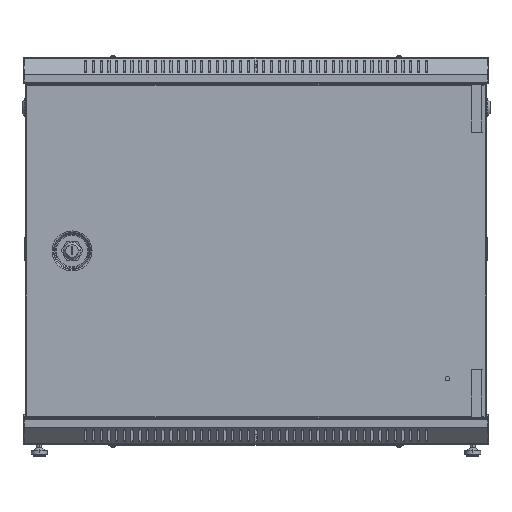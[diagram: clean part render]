
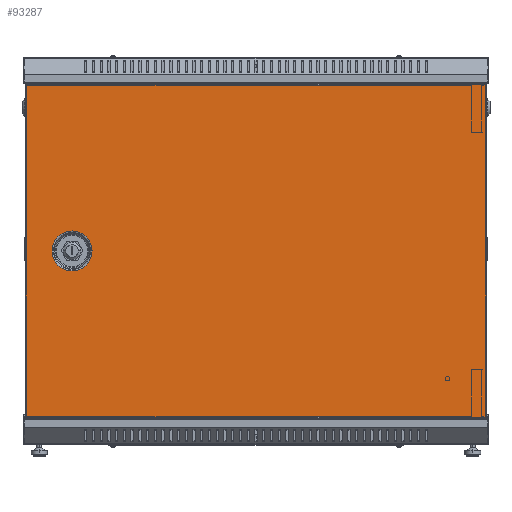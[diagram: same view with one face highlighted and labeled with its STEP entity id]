
A CAD part, top view. The second image highlights one B-rep face of the part: STEP entity #93287.
In plain terms, the highlighted planar face has unit normal (0, 0, 1).
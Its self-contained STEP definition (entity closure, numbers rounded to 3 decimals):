
#4483 = LINE ( 'NONE', #7682, #37397 ) ;
#6592 = CARTESIAN_POINT ( 'NONE',  ( 297.4, 36., 473. ) ) ;
#7682 = CARTESIAN_POINT ( 'NONE',  ( -297.6, 34.5, 473. ) ) ;
#12931 = ORIENTED_EDGE ( 'NONE', *, *, #130155, .F. ) ;
#23102 = CARTESIAN_POINT ( 'NONE',  ( -297.6, 36., 473. ) ) ;
#24032 = CARTESIAN_POINT ( 'NONE',  ( -297.6, 464.5, 473. ) ) ;
#27689 = ORIENTED_EDGE ( 'NONE', *, *, #123348, .F. ) ;
#31527 = LINE ( 'NONE', #6592, #158615 ) ;
#35710 = VERTEX_POINT ( 'NONE', #146852 ) ;
#37397 = VECTOR ( 'NONE', #143035, 1000. ) ;
#37427 = DIRECTION ( 'NONE',  ( 0., 0., 1. ) ) ;
#43861 = DIRECTION ( 'NONE',  ( 0., -1., 0. ) ) ;
#44937 = DIRECTION ( 'NONE',  ( 0., 1., 0. ) ) ;
#45125 = DIRECTION ( 'NONE',  ( 0., 0., -1. ) ) ;
#45286 = PLANE ( 'NONE',  #114667 ) ;
#46742 = CARTESIAN_POINT ( 'NONE',  ( -297.6, 36., 473. ) ) ;
#50869 = VECTOR ( 'NONE', #122022, 1000. ) ;
#54131 = VERTEX_POINT ( 'NONE', #124200 ) ;
#54699 = LINE ( 'NONE', #23102, #50869 ) ;
#56878 = FACE_OUTER_BOUND ( 'NONE', #104118, .T. ) ;
#61269 = VECTOR ( 'NONE', #115582, 1000. ) ;
#62041 = CIRCLE ( 'NONE', #81696, 25.848 ) ;
#72102 = ORIENTED_EDGE ( 'NONE', *, *, #119136, .T. ) ;
#74744 = EDGE_CURVE ( 'NONE', #95916, #54131, #150155, .T. ) ;
#75657 = CARTESIAN_POINT ( 'NONE',  ( 297.4, 464.5, 473. ) ) ;
#81696 = AXIS2_PLACEMENT_3D ( 'NONE', #111525, #37427, #123881 ) ;
#85941 = FACE_BOUND ( 'NONE', #100396, .T. ) ;
#88023 = VERTEX_POINT ( 'NONE', #98463 ) ;
#93287 = ADVANCED_FACE ( 'NONE', ( #56878, #85941 ), #45286, .F. ) ;
#94123 = LINE ( 'NONE', #139595, #61269 ) ;
#95916 = VERTEX_POINT ( 'NONE', #146709 ) ;
#98463 = CARTESIAN_POINT ( 'NONE',  ( -297.6, 34.5, 473. ) ) ;
#100396 = EDGE_LOOP ( 'NONE', ( #132055, #12931 ) ) ;
#104118 = EDGE_LOOP ( 'NONE', ( #72102, #114701, #27689, #127920 ) ) ;
#105536 = VERTEX_POINT ( 'NONE', #75657 ) ;
#107263 = VERTEX_POINT ( 'NONE', #24032 ) ;
#111525 = CARTESIAN_POINT ( 'NONE',  ( -237.6, 249.5, 473. ) ) ;
#114667 = AXIS2_PLACEMENT_3D ( 'NONE', #46742, #45125, #44937 ) ;
#114701 = ORIENTED_EDGE ( 'NONE', *, *, #122423, .T. ) ;
#115582 = DIRECTION ( 'NONE',  ( 1., 0., 0. ) ) ;
#119136 = EDGE_CURVE ( 'NONE', #107263, #88023, #54699, .T. ) ;
#122022 = DIRECTION ( 'NONE',  ( 0., -1., 0. ) ) ;
#122423 = EDGE_CURVE ( 'NONE', #88023, #35710, #4483, .T. ) ;
#123348 = EDGE_CURVE ( 'NONE', #105536, #35710, #31527, .T. ) ;
#123881 = DIRECTION ( 'NONE',  ( 1., 0., 0. ) ) ;
#124200 = CARTESIAN_POINT ( 'NONE',  ( -263.448, 249.5, 473. ) ) ;
#127090 = EDGE_CURVE ( 'NONE', #107263, #105536, #94123, .T. ) ;
#127920 = ORIENTED_EDGE ( 'NONE', *, *, #127090, .F. ) ;
#130155 = EDGE_CURVE ( 'NONE', #54131, #95916, #62041, .T. ) ;
#132055 = ORIENTED_EDGE ( 'NONE', *, *, #74744, .F. ) ;
#139595 = CARTESIAN_POINT ( 'NONE',  ( -297.6, 464.5, 473. ) ) ;
#142753 = AXIS2_PLACEMENT_3D ( 'NONE', #157405, #157224, #157074 ) ;
#143035 = DIRECTION ( 'NONE',  ( 1., 0., 0. ) ) ;
#146709 = CARTESIAN_POINT ( 'NONE',  ( -211.752, 249.5, 473. ) ) ;
#146852 = CARTESIAN_POINT ( 'NONE',  ( 297.4, 34.5, 473. ) ) ;
#150155 = CIRCLE ( 'NONE', #142753, 25.848 ) ;
#157074 = DIRECTION ( 'NONE',  ( 1., 0., 0. ) ) ;
#157224 = DIRECTION ( 'NONE',  ( 0., 0., 1. ) ) ;
#157405 = CARTESIAN_POINT ( 'NONE',  ( -237.6, 249.5, 473. ) ) ;
#158615 = VECTOR ( 'NONE', #43861, 1000. ) ;
